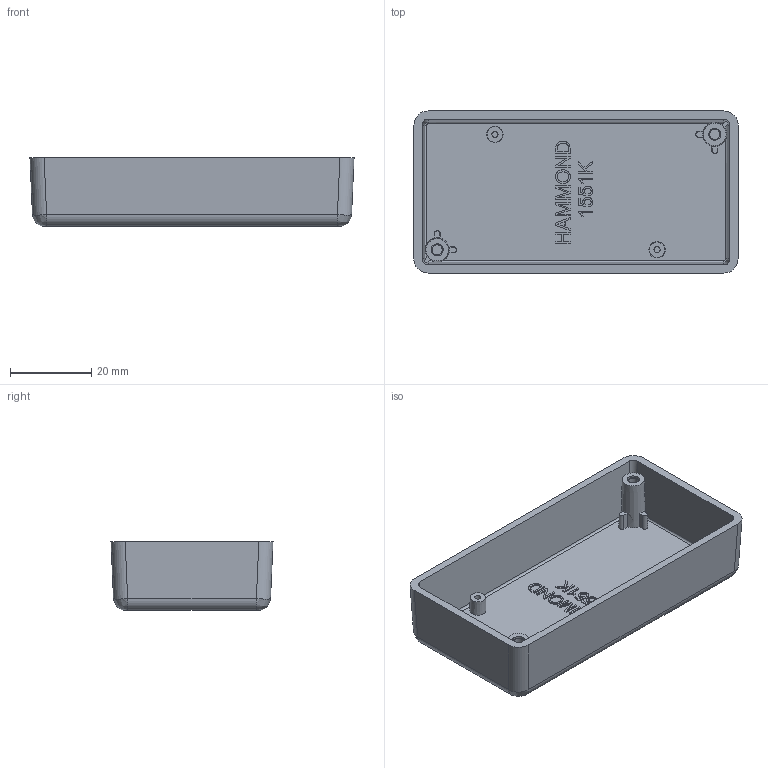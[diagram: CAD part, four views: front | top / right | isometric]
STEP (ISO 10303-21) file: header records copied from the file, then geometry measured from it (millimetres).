
FILE_DESCRIPTION(('FreeCAD Model'),'2;1');
FILE_NAME('Open CASCADE Shape Model','2024-04-11T07:33:58',('Author'),( ''),'Open CASCADE STEP processor 7.6','FreeCAD','Unknown');
FILE_SCHEMA(('AUTOMOTIVE_DESIGN { 1 0 10303 214 1 1 1 1 }'));
Length unit declared in the file: millimetre
Products named in the file (2): Unnamed; 1551K Box
Assembly tree (1 placements, depth 2):
  Unnamed
    1551K Box
Bounding box: 80 x 40 x 17 mm (x, y, z)
Volume: 13089.6 mm3; surface area: 13867 mm2
Topology: 1 solids, 1 shells, 243 faces, 637 edges, 420 vertices
Faces by surface type: plane 159, bspline 58, cylinder 18, cone 8
Full cylindrical faces by diameter (mm): 1.5 x2, 2.5 x2, 3 x2
Entity records: 8626 total; most frequent: CARTESIAN_POINT 2974, ORIENTED_EDGE 1274, DIRECTION 946, EDGE_CURVE 637, VERTEX_POINT 420, LINE 416, VECTOR 416, FACE_BOUND 267
